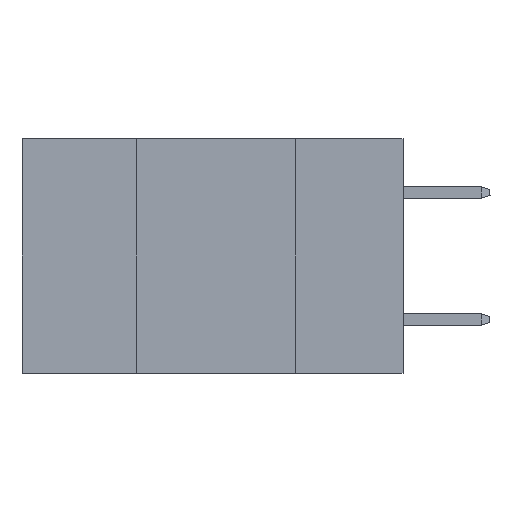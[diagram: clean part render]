
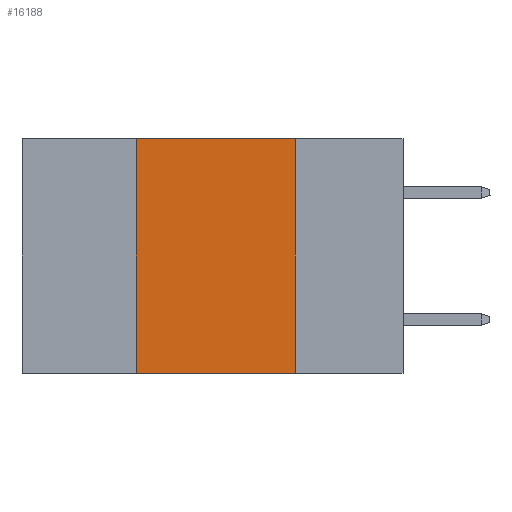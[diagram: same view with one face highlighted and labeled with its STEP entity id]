
A CAD part, left-side view. The second image highlights one B-rep face of the part: STEP entity #16188.
In plain terms, the highlighted planar face has unit normal (-1, 0, 0).
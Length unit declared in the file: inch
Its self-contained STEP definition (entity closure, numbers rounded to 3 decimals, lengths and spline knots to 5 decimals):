
#74 = FACE_OUTER_BOUND ( 'NONE', #6920, .T. ) ;
#546 = EDGE_CURVE ( 'NONE', #2035, #24511, #35558, .T. ) ;
#1003 = DIRECTION ( 'NONE',  ( 0., 0., -1. ) ) ;
#2035 = VERTEX_POINT ( 'NONE', #4515 ) ;
#3006 = ORIENTED_EDGE ( 'NONE', *, *, #11183, .T. ) ;
#4515 = CARTESIAN_POINT ( 'NONE',  ( 0., 0.42, 0. ) ) ;
#4574 = CARTESIAN_POINT ( 'NONE',  ( 0., 0.17, 0. ) ) ;
#4739 = VERTEX_POINT ( 'NONE', #22304 ) ;
#5723 = VECTOR ( 'NONE', #30877, 39.37008 ) ;
#6920 = EDGE_LOOP ( 'NONE', ( #24257, #15282, #29039, #3006 ) ) ;
#7957 = CARTESIAN_POINT ( 'NONE',  ( 0., 0.42, 0. ) ) ;
#8458 = EDGE_CURVE ( 'NONE', #24511, #15211, #12414, .T. ) ;
#9059 = CARTESIAN_POINT ( 'NONE',  ( 0., 0.6, 0. ) ) ;
#11172 = VECTOR ( 'NONE', #20824, 39.37008 ) ;
#11183 = EDGE_CURVE ( 'NONE', #4739, #15211, #28345, .T. ) ;
#11908 = PLANE ( 'NONE',  #31783 ) ;
#12414 = LINE ( 'NONE', #15729, #36831 ) ;
#12837 = CARTESIAN_POINT ( 'NONE',  ( 0., 0.17, -0.37 ) ) ;
#14000 = CARTESIAN_POINT ( 'NONE',  ( 0., 0.6, -0.37 ) ) ;
#14629 = CARTESIAN_POINT ( 'NONE',  ( 0., 0.6, 0. ) ) ;
#15211 = VERTEX_POINT ( 'NONE', #12837 ) ;
#15282 = ORIENTED_EDGE ( 'NONE', *, *, #546, .F. ) ;
#15298 = VECTOR ( 'NONE', #16255, 39.37008 ) ;
#15729 = CARTESIAN_POINT ( 'NONE',  ( 0., 0.17, 0. ) ) ;
#16188 = ADVANCED_FACE ( 'NONE', ( #74 ), #11908, .F. ) ;
#16255 = DIRECTION ( 'NONE',  ( 0., 0., 1. ) ) ;
#17722 = DIRECTION ( 'NONE',  ( 1., 0., 0. ) ) ;
#19563 = LINE ( 'NONE', #7957, #15298 ) ;
#20824 = DIRECTION ( 'NONE',  ( 0., -1., 0. ) ) ;
#22304 = CARTESIAN_POINT ( 'NONE',  ( 0., 0.42, -0.37 ) ) ;
#23731 = DIRECTION ( 'NONE',  ( 0., 0., -1. ) ) ;
#24257 = ORIENTED_EDGE ( 'NONE', *, *, #8458, .F. ) ;
#24511 = VERTEX_POINT ( 'NONE', #4574 ) ;
#24885 = EDGE_CURVE ( 'NONE', #4739, #2035, #19563, .T. ) ;
#28345 = LINE ( 'NONE', #14000, #5723 ) ;
#29039 = ORIENTED_EDGE ( 'NONE', *, *, #24885, .F. ) ;
#30877 = DIRECTION ( 'NONE',  ( 0., -1., 0. ) ) ;
#31783 = AXIS2_PLACEMENT_3D ( 'NONE', #14629, #17722, #23731 ) ;
#35558 = LINE ( 'NONE', #9059, #11172 ) ;
#36831 = VECTOR ( 'NONE', #1003, 39.37008 ) ;
